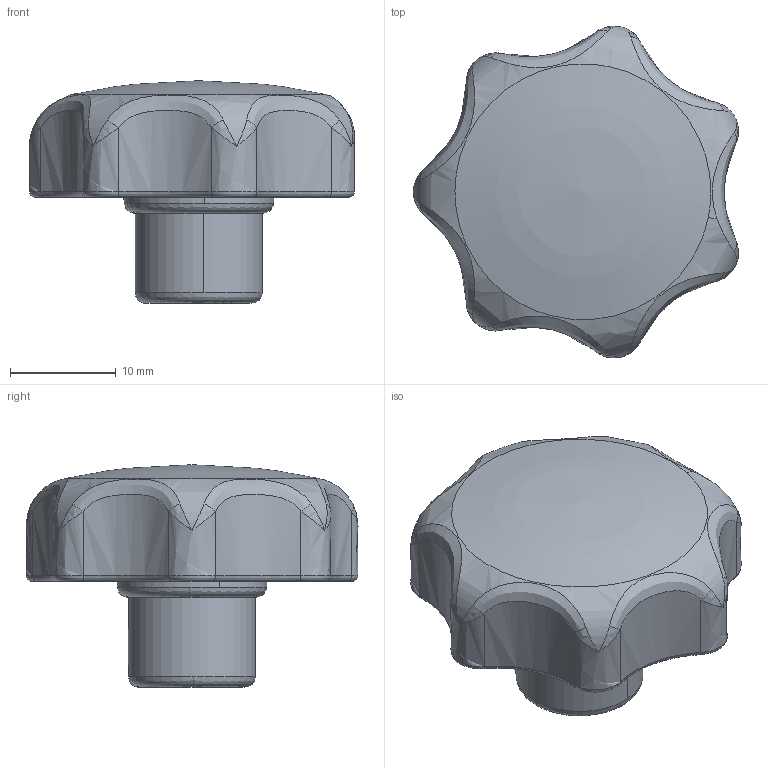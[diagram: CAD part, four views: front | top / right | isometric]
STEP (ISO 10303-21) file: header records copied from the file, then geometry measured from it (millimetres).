
FILE_DESCRIPTION((''),'2;1');
FILE_NAME('','2005-07-15T11:07:23',(''),(''),'','CADfix','');
FILE_SCHEMA(('AUTOMOTIVE_DESIGN'));
Length unit declared in the file: millimetre
Products named in the file (3): screw; knob; KTFS_32_M6_10625_36
Assembly tree (2 placements, depth 2):
  KTFS_32_M6_10625_36
    screw
    knob
Bounding box: 30.69 x 31.34 x 21 mm (x, y, z)
Volume: 5306.9 mm3; surface area: 4106 mm2
Topology: 2 solids, 2 shells, 105 faces, 288 edges, 176 vertices
Faces by surface type: bspline 105
Entity records: 6546 total; most frequent: CARTESIAN_POINT 5025, ORIENTED_EDGE 548, EDGE_CURVE 274, VERTEX_POINT 176, EDGE_LOOP 110, FACE_OUTER_BOUND 105, ADVANCED_FACE 105, B_SPLINE_CURVE_WITH_KNOTS 79
